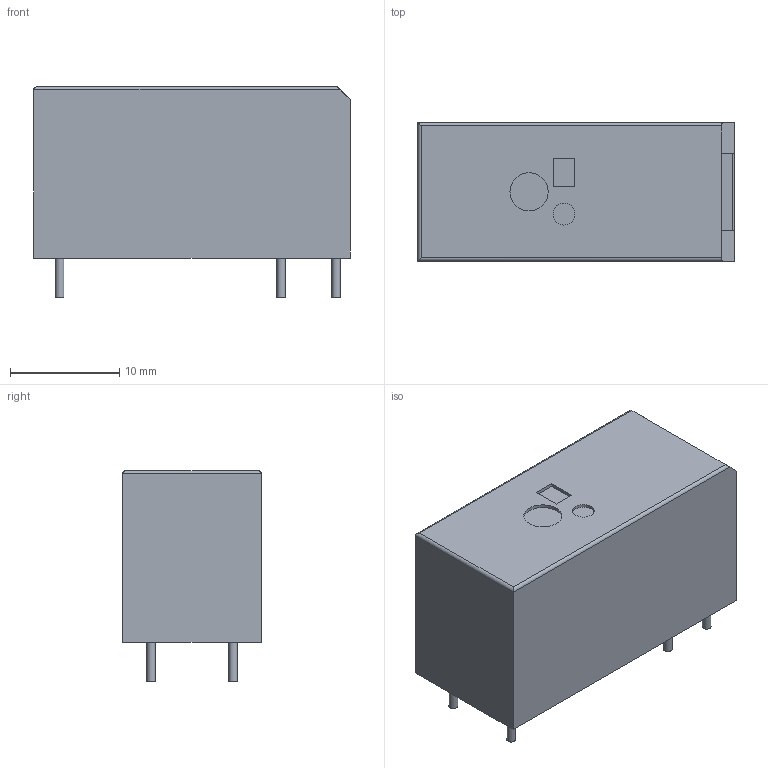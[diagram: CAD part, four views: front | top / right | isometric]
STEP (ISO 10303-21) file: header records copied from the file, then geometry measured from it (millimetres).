
FILE_DESCRIPTION(/* description */ (''),/* implementation_level */ '2;1');
FILE_NAME(/* name */ 'TE RT1 white 1coil no_only.stp',/* time_stamp */ '2020-02-20T12:04:29+03:00',/* author */ ('Boris'),/* organization */ (''),/* preprocessor_version */ 'ST-DEVELOPER v17.2',/* originating_system */ 'Autodesk Inventor 2019',/* authorisation */ '');
FILE_SCHEMA (('AUTOMOTIVE_DESIGN { 1 0 10303 214 3 1 1 }'));
Length unit declared in the file: millimetre
Products named in the file (1): TE RT1 black 1coil no_only
Bounding box: 29 x 12.7 x 19.3 mm (x, y, z)
Volume: 5765.8 mm3; surface area: 2097.2 mm2
Topology: 1 solids, 1 shells, 38 faces, 77 edges, 50 vertices
Faces by surface type: plane 27, cylinder 11
Full cylindrical faces by diameter (mm): 0.8 x6, 2 x1, 3.5 x1
Entity records: 1060 total; most frequent: DIRECTION 175, CARTESIAN_POINT 166, ORIENTED_EDGE 154, EDGE_CURVE 77, AXIS2_PLACEMENT_3D 59, LINE 57, VECTOR 57, VERTEX_POINT 50
